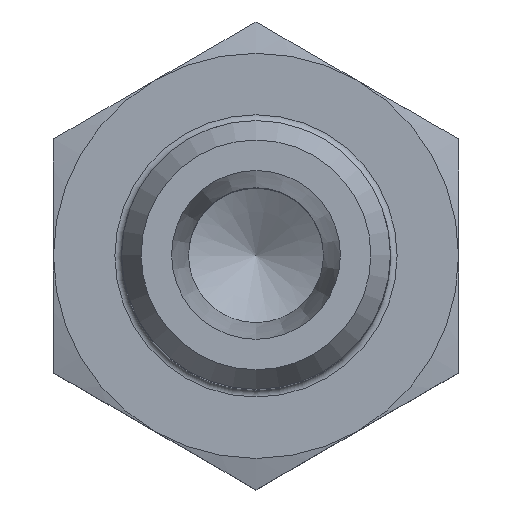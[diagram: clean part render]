
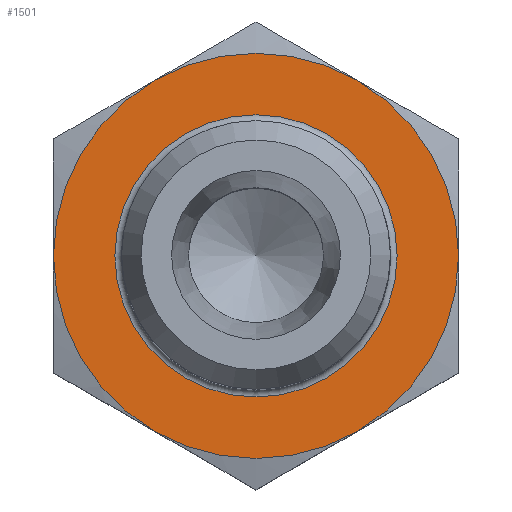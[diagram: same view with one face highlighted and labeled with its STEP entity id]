
A CAD part, top view. The second image highlights one B-rep face of the part: STEP entity #1501.
In plain terms, the highlighted planar face has unit normal (0, 0, 1).
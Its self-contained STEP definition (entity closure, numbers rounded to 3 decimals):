
#811=CARTESIAN_POINT('',(3.,5.196,0.));
#812=VERTEX_POINT('',#811);
#826=CARTESIAN_POINT('',(-3.,5.196,0.));
#827=VERTEX_POINT('',#826);
#841=CARTESIAN_POINT('',(0.0,0.0,0.0));
#842=DIRECTION('',(0.0,0.0,1.0));
#843=DIRECTION('',(0.0,-1.0,0.0));
#844=AXIS2_PLACEMENT_3D('',#841,#842,#843);
#845=CIRCLE('',#844,6.);
#846=EDGE_CURVE('',#812,#827,#845,.T.);
#858=CARTESIAN_POINT('',(6.,0.,0.));
#859=VERTEX_POINT('',#858);
#886=CARTESIAN_POINT('',(0.0,0.0,0.0));
#887=DIRECTION('',(0.0,0.0,1.0));
#888=DIRECTION('',(0.0,-1.0,0.0));
#889=AXIS2_PLACEMENT_3D('',#886,#887,#888);
#890=CIRCLE('',#889,6.);
#891=EDGE_CURVE('',#859,#812,#890,.T.);
#903=CARTESIAN_POINT('',(3.0,-5.196,0.));
#904=VERTEX_POINT('',#903);
#931=CARTESIAN_POINT('',(0.0,0.0,0.0));
#932=DIRECTION('',(0.0,0.0,1.0));
#933=DIRECTION('',(0.0,-1.0,0.0));
#934=AXIS2_PLACEMENT_3D('',#931,#932,#933);
#935=CIRCLE('',#934,6.);
#936=EDGE_CURVE('',#904,#859,#935,.T.);
#961=CARTESIAN_POINT('',(-3.,-5.196,0.0));
#962=VERTEX_POINT('',#961);
#963=CARTESIAN_POINT('',(0.0,0.0,0.0));
#964=DIRECTION('',(0.0,0.0,1.0));
#965=DIRECTION('',(0.0,-1.0,0.0));
#966=AXIS2_PLACEMENT_3D('',#963,#964,#965);
#967=CIRCLE('',#966,6.);
#968=EDGE_CURVE('',#962,#904,#967,.T.);
#1006=CARTESIAN_POINT('',(-6.,0.,0.));
#1007=VERTEX_POINT('',#1006);
#1008=CARTESIAN_POINT('',(0.0,0.0,0.0));
#1009=DIRECTION('',(0.0,0.0,1.0));
#1010=DIRECTION('',(0.0,-1.0,0.0));
#1011=AXIS2_PLACEMENT_3D('',#1008,#1009,#1010);
#1012=CIRCLE('',#1011,6.);
#1013=EDGE_CURVE('',#1007,#962,#1012,.T.);
#1051=CARTESIAN_POINT('',(0.0,0.0,0.0));
#1052=DIRECTION('',(0.0,0.0,1.0));
#1053=DIRECTION('',(0.0,-1.0,0.0));
#1054=AXIS2_PLACEMENT_3D('',#1051,#1052,#1053);
#1055=CIRCLE('',#1054,6.);
#1056=EDGE_CURVE('',#827,#1007,#1055,.T.);
#1473=CARTESIAN_POINT('',(4.18,0.,0.0));
#1474=VERTEX_POINT('',#1473);
#1475=CARTESIAN_POINT('',(0.0,0.0,0.0));
#1476=DIRECTION('',(0.0,0.0,1.0));
#1477=DIRECTION('',(-1.0,0.0,0.0));
#1478=AXIS2_PLACEMENT_3D('',#1475,#1476,#1477);
#1479=CIRCLE('',#1478,4.18);
#1480=EDGE_CURVE('',#1474,#1474,#1479,.T.);
#1485=CARTESIAN_POINT('',(0.,0.,0.0));
#1486=DIRECTION('',(0.0,0.0,1.0));
#1487=DIRECTION('',(1.0,0.0,0.0));
#1488=AXIS2_PLACEMENT_3D('',#1485,#1486,#1487);
#1489=PLANE('',#1488);
#1490=ORIENTED_EDGE('',*,*,#1056,.T.);
#1491=ORIENTED_EDGE('',*,*,#1013,.T.);
#1492=ORIENTED_EDGE('',*,*,#968,.T.);
#1493=ORIENTED_EDGE('',*,*,#936,.T.);
#1494=ORIENTED_EDGE('',*,*,#891,.T.);
#1495=ORIENTED_EDGE('',*,*,#846,.T.);
#1496=EDGE_LOOP('',(#1490,#1491,#1492,#1493,#1494,#1495));
#1497=FACE_OUTER_BOUND('',#1496,.T.);
#1498=ORIENTED_EDGE('',*,*,#1480,.F.);
#1499=EDGE_LOOP('',(#1498));
#1500=FACE_BOUND('',#1499,.T.);
#1501=ADVANCED_FACE('',(#1497,#1500),#1489,.T.);
